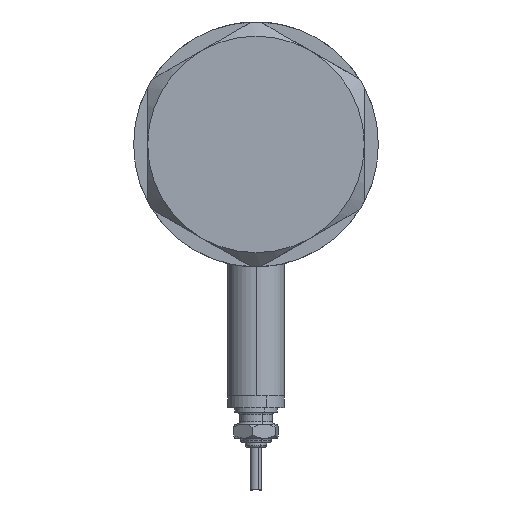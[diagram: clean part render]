
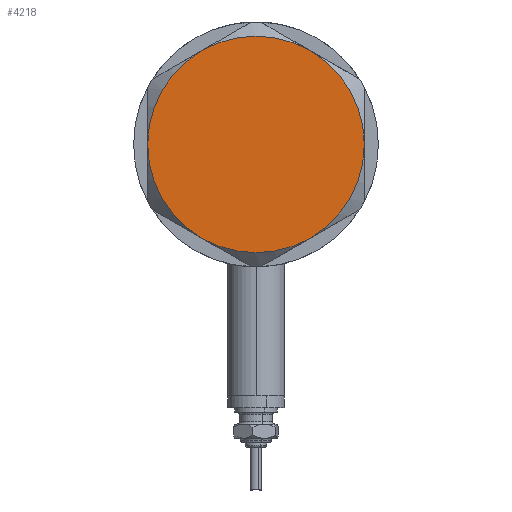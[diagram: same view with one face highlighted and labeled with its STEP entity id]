
A CAD part, left-side view. The second image highlights one B-rep face of the part: STEP entity #4218.
In plain terms, the highlighted face is planar.
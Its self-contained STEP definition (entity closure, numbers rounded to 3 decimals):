
#50 = VERTEX_POINT ( 'NONE', #857 ) ;
#188 = DIRECTION ( 'NONE',  ( 1., 0., 0. ) ) ;
#220 = DIRECTION ( 'NONE',  ( 1., 0., 0. ) ) ;
#297 = CARTESIAN_POINT ( 'NONE',  ( -11.5, 19.919, 9. ) ) ;
#399 = DIRECTION ( 'NONE',  ( 0., 0., 1. ) ) ;
#447 = CARTESIAN_POINT ( 'NONE',  ( 0., 0., 9. ) ) ;
#607 = DIRECTION ( 'NONE',  ( 1., 0., 0. ) ) ;
#621 = CARTESIAN_POINT ( 'NONE',  ( 0., 0., 9. ) ) ;
#793 = VERTEX_POINT ( 'NONE', #2165 ) ;
#857 = CARTESIAN_POINT ( 'NONE',  ( -11.5, -19.919, 9. ) ) ;
#1214 = CARTESIAN_POINT ( 'NONE',  ( 11.5, -19.919, 9. ) ) ;
#1323 = ORIENTED_EDGE ( 'NONE', *, *, #5736, .T. ) ;
#1577 = DIRECTION ( 'NONE',  ( 0., 0., 1. ) ) ;
#1774 = EDGE_CURVE ( 'NONE', #793, #50, #3989, .T. ) ;
#1954 = VERTEX_POINT ( 'NONE', #1214 ) ;
#1984 = PLANE ( 'NONE',  #3218 ) ;
#1993 = AXIS2_PLACEMENT_3D ( 'NONE', #5519, #1577, #188 ) ;
#1994 = CIRCLE ( 'NONE', #4333, 23. ) ;
#1996 = DIRECTION ( 'NONE',  ( 0., 0., 1. ) ) ;
#2100 = CIRCLE ( 'NONE', #5652, 23. ) ;
#2127 = CARTESIAN_POINT ( 'NONE',  ( 0., 0., 9. ) ) ;
#2165 = CARTESIAN_POINT ( 'NONE',  ( -23., 0., 9. ) ) ;
#2550 = DIRECTION ( 'NONE',  ( 0., 0., 1. ) ) ;
#2595 = ORIENTED_EDGE ( 'NONE', *, *, #1774, .T. ) ;
#2667 = VERTEX_POINT ( 'NONE', #297 ) ;
#2710 = CIRCLE ( 'NONE', #1993, 23. ) ;
#3021 = EDGE_CURVE ( 'NONE', #2667, #793, #3804, .T. ) ;
#3166 = DIRECTION ( 'NONE',  ( 0., 0., 1. ) ) ;
#3218 = AXIS2_PLACEMENT_3D ( 'NONE', #5292, #5862, #3449 ) ;
#3224 = CARTESIAN_POINT ( 'NONE',  ( 11.5, 19.919, 9. ) ) ;
#3264 = DIRECTION ( 'NONE',  ( 0., 0., 1. ) ) ;
#3396 = ORIENTED_EDGE ( 'NONE', *, *, #5989, .T. ) ;
#3449 = DIRECTION ( 'NONE',  ( 1., 0., 0. ) ) ;
#3532 = VERTEX_POINT ( 'NONE', #4271 ) ;
#3713 = AXIS2_PLACEMENT_3D ( 'NONE', #2127, #3166, #220 ) ;
#3779 = EDGE_LOOP ( 'NONE', ( #1323, #3396, #5227, #6292, #2595, #4065 ) ) ;
#3804 = CIRCLE ( 'NONE', #3713, 23. ) ;
#3819 = CIRCLE ( 'NONE', #4640, 23. ) ;
#3989 = CIRCLE ( 'NONE', #5216, 23. ) ;
#4065 = ORIENTED_EDGE ( 'NONE', *, *, #4546, .T. ) ;
#4218 = ADVANCED_FACE ( 'NONE', ( #6255 ), #1984, .T. ) ;
#4271 = CARTESIAN_POINT ( 'NONE',  ( 23., 0., 9. ) ) ;
#4274 = CARTESIAN_POINT ( 'NONE',  ( 0., 0., 9. ) ) ;
#4333 = AXIS2_PLACEMENT_3D ( 'NONE', #621, #2550, #5031 ) ;
#4546 = EDGE_CURVE ( 'NONE', #50, #1954, #1994, .T. ) ;
#4551 = CARTESIAN_POINT ( 'NONE',  ( 0., 0., 9. ) ) ;
#4640 = AXIS2_PLACEMENT_3D ( 'NONE', #4551, #3264, #607 ) ;
#4857 = DIRECTION ( 'NONE',  ( 1., 0., 0. ) ) ;
#5031 = DIRECTION ( 'NONE',  ( 1., 0., 0. ) ) ;
#5216 = AXIS2_PLACEMENT_3D ( 'NONE', #447, #1996, #4857 ) ;
#5227 = ORIENTED_EDGE ( 'NONE', *, *, #6294, .T. ) ;
#5292 = CARTESIAN_POINT ( 'NONE',  ( 0., 0., 9. ) ) ;
#5519 = CARTESIAN_POINT ( 'NONE',  ( 0., 0., 9. ) ) ;
#5652 = AXIS2_PLACEMENT_3D ( 'NONE', #4274, #399, #5770 ) ;
#5736 = EDGE_CURVE ( 'NONE', #1954, #3532, #2100, .T. ) ;
#5770 = DIRECTION ( 'NONE',  ( 1., 0., 0. ) ) ;
#5862 = DIRECTION ( 'NONE',  ( 0., 0., 1. ) ) ;
#5871 = VERTEX_POINT ( 'NONE', #3224 ) ;
#5989 = EDGE_CURVE ( 'NONE', #3532, #5871, #3819, .T. ) ;
#6255 = FACE_OUTER_BOUND ( 'NONE', #3779, .T. ) ;
#6292 = ORIENTED_EDGE ( 'NONE', *, *, #3021, .T. ) ;
#6294 = EDGE_CURVE ( 'NONE', #5871, #2667, #2710, .T. ) ;
